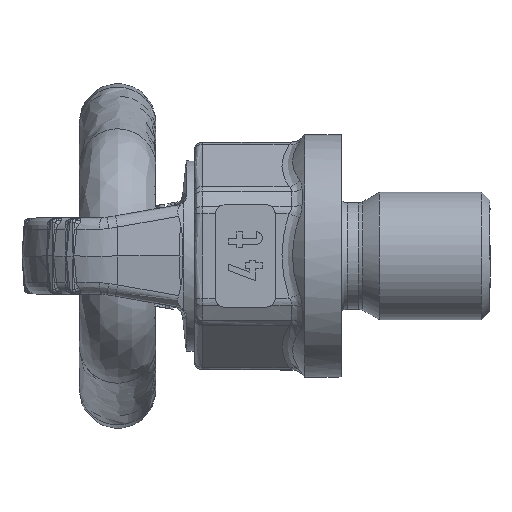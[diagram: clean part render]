
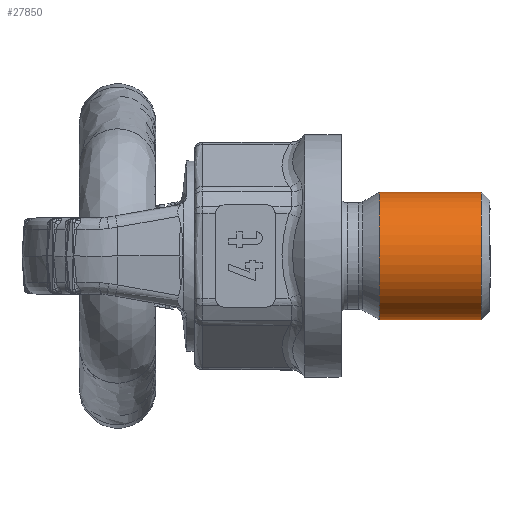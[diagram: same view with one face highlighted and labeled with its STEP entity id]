
A CAD part, front view. The second image highlights one B-rep face of the part: STEP entity #27850.
In plain terms, the highlighted free-form (B-spline) face has degree [2, 1] with [7, 2] control points.
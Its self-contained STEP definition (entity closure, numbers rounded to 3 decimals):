
#27771=CARTESIAN_POINT('V2907',(40.0,0.0,15.0));
#27772=VERTEX_POINT('V2907',#27771);
#27773=CARTESIAN_POINT('E1457',(40.0,0.0,15.0));
#27774=CARTESIAN_POINT('E1457',(40.0,-25.981,15.0));
#27775=CARTESIAN_POINT('E1457',(40.0,-12.99,
   -7.5));
#27776=CARTESIAN_POINT('E1457',(40.0,0.,-30.0));
#27777=CARTESIAN_POINT('E1457',(40.0,12.99,
   -7.5));
#27778=CARTESIAN_POINT('E1457',(40.0,25.981,15.0));
#27779=CARTESIAN_POINT('E1457',(40.0,0.0,15.0));
#27787=(BOUNDED_CURVE()B_SPLINE_CURVE(2,(#27773,#27774,#27775,
   #27776,#27777,#27778,#27779),.CIRCULAR_ARC.,.T.,.U.)
   B_SPLINE_CURVE_WITH_KNOTS((3,2,2,3),(0.0,17.146,
   34.293,51.439),.UNSPECIFIED.)CURVE()
   GEOMETRIC_REPRESENTATION_ITEM()RATIONAL_B_SPLINE_CURVE((1.0,
   0.5,1.0,0.5,1.0,0.5,1.0)
   )REPRESENTATION_ITEM('E1457'));
#27788=EDGE_CURVE('E1457',#27772,#27772,#27787,.T.);
#27800=CARTESIAN_POINT('F580',(40.0,0.0,15.0));
#27801=CARTESIAN_POINT('F580',(40.0,25.981,15.0));
#27802=CARTESIAN_POINT('F580',(40.0,12.99,
   -7.5));
#27803=CARTESIAN_POINT('F580',(40.0,0.,-30.0));
#27804=CARTESIAN_POINT('F580',(40.0,-12.99,
   -7.5));
#27805=CARTESIAN_POINT('F580',(40.0,-25.981,15.0));
#27806=CARTESIAN_POINT('F580',(40.0,0.0,15.0));
#27807=CARTESIAN_POINT('F580',(16.0,0.0,15.0));
#27808=CARTESIAN_POINT('F580',(16.0,25.981,15.0));
#27809=CARTESIAN_POINT('F580',(16.0,12.99,
   -7.5));
#27810=CARTESIAN_POINT('F580',(16.0,0.,-30.0));
#27811=CARTESIAN_POINT('F580',(16.0,-12.99,
   -7.5));
#27812=CARTESIAN_POINT('F580',(16.0,-25.981,15.0));
#27813=CARTESIAN_POINT('F580',(16.0,0.0,15.0));
#27821=(BOUNDED_SURFACE()B_SPLINE_SURFACE(2,1,((#27800,#27807),(
   #27801,#27808),(#27802,#27809),(#27803,#27810),(#27804,
   #27811),(#27805,#27812),(#27806,#27813)),.CYLINDRICAL_SURF.,
   .T.,.F.,.U.)B_SPLINE_SURFACE_WITH_KNOTS((3,2,2,3),(2,2),(0.0,
   2.165,4.33,6.495),(0.0,1.0),
   .UNSPECIFIED.)GEOMETRIC_REPRESENTATION_ITEM()
   RATIONAL_B_SPLINE_SURFACE(((1.0,1.0),(0.5,
   0.5),(1.0,1.0),(0.5,
   0.5),(1.0,1.0),(0.5,
   0.5),(1.0,1.0)))REPRESENTATION_ITEM('F580')
   SURFACE());
#27822=CARTESIAN_POINT('V2908',(16.0,0.0,15.0));
#27823=VERTEX_POINT('V2908',#27822);
#27824=CARTESIAN_POINT('E1459',(16.0,0.0,15.0));
#27825=CARTESIAN_POINT('E1459',(16.0,-25.981,15.0));
#27826=CARTESIAN_POINT('E1459',(16.0,-12.99,
   -7.5));
#27827=CARTESIAN_POINT('E1459',(16.0,0.,-30.0));
#27828=CARTESIAN_POINT('E1459',(16.0,12.99,
   -7.5));
#27829=CARTESIAN_POINT('E1459',(16.0,25.981,15.0));
#27830=CARTESIAN_POINT('E1459',(16.0,0.0,15.0));
#27838=(BOUNDED_CURVE()B_SPLINE_CURVE(2,(#27824,#27825,#27826,
   #27827,#27828,#27829,#27830),.CIRCULAR_ARC.,.T.,.U.)
   B_SPLINE_CURVE_WITH_KNOTS((3,2,2,3),(0.0,2.165,
   4.33,6.495),.UNSPECIFIED.)CURVE()
   GEOMETRIC_REPRESENTATION_ITEM()RATIONAL_B_SPLINE_CURVE((1.0,
   0.5,1.0,0.5,1.0,0.5,1.0)
   )REPRESENTATION_ITEM('E1459'));
#27839=EDGE_CURVE('E1459',#27823,#27823,#27838,.T.);
#27840=ORIENTED_EDGE('E1459',*,*,#27839,.T.);
#27841=CARTESIAN_POINT('E1458',(16.0,0.0,15.0));
#27842=CARTESIAN_POINT('E1458',(40.0,0.0,15.0));
#27843=QUASI_UNIFORM_CURVE('E1458',1,(#27841,#27842),.POLYLINE_FORM.,
   .F.,.U.);
#27844=EDGE_CURVE('E1458',#27823,#27772,#27843,.T.);
#27845=ORIENTED_EDGE('E1458',*,*,#27844,.T.);
#27846=ORIENTED_EDGE('E1457',*,*,#27788,.F.);
#27847=ORIENTED_EDGE('E1458',*,*,#27844,.F.);
#27848=EDGE_LOOP('F580',(#27840,#27845,#27846,#27847));
#27849=FACE_OUTER_BOUND('F580',#27848,.T.);
#27850=ADVANCED_FACE('F580',(#27849),#27821,.T.);
